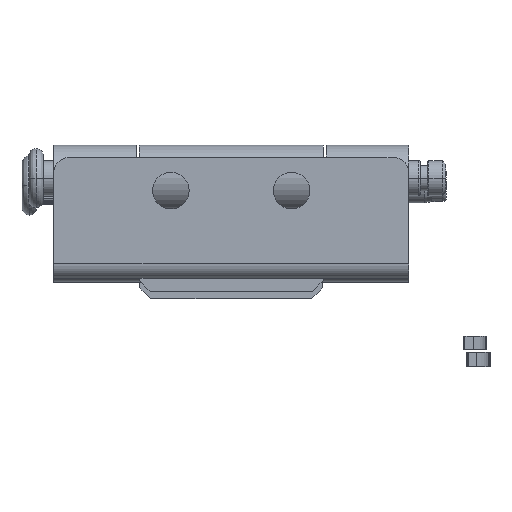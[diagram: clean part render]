
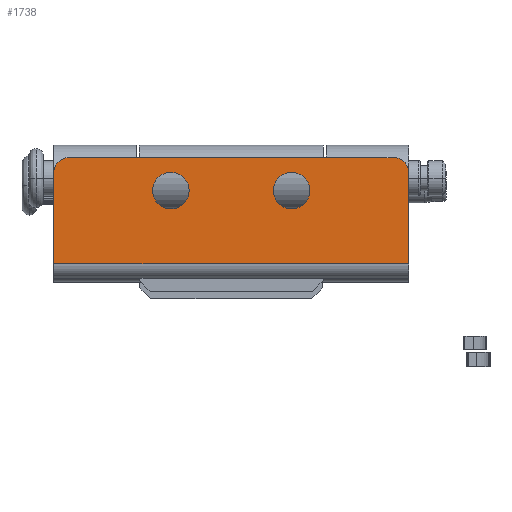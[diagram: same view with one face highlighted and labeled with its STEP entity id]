
A CAD part, left-side view. The second image highlights one B-rep face of the part: STEP entity #1738.
In plain terms, the highlighted planar face has unit normal (-1, 0, 0).
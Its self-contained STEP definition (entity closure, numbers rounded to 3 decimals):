
#389=TRIMMED_CURVE($,#675,(#20460),(#20461),.T.,.CARTESIAN.);
#392=TRIMMED_CURVE($,#678,(#20475),(#20476),.T.,.CARTESIAN.);
#417=TRIMMED_CURVE($,#703,(#20652),(#20653),.T.,.CARTESIAN.);
#419=TRIMMED_CURVE($,#705,(#20658),(#20659),.T.,.CARTESIAN.);
#423=TRIMMED_CURVE($,#709,(#20676),(#20677),.T.,.CARTESIAN.);
#426=TRIMMED_CURVE($,#712,(#20691),(#20692),.T.,.CARTESIAN.);
#675=CIRCLE('',#12252,2.5);
#678=CIRCLE('',#12255,2.5);
#703=CIRCLE('',#12280,2.);
#705=CIRCLE('',#12282,2.);
#709=CIRCLE('',#12286,2.5);
#712=CIRCLE('',#12289,2.5);
#1076=FACE_BOUND('',#3144,.T.);
#1077=FACE_BOUND('',#3145,.T.);
#1738=ADVANCED_FACE('',(#2424,#1076,#1077),#11336,.T.);
#2424=FACE_OUTER_BOUND('',#3143,.T.);
#3143=EDGE_LOOP('',(#6517,#6518,#6519,#6520,#6521,#6522));
#3144=EDGE_LOOP('',(#6523,#6524));
#3145=EDGE_LOOP('',(#6525,#6526));
#6517=ORIENTED_EDGE('',*,*,#8359,.F.);
#6518=ORIENTED_EDGE('',*,*,#8405,.T.);
#6519=ORIENTED_EDGE('',*,*,#8357,.T.);
#6520=ORIENTED_EDGE('',*,*,#8418,.T.);
#6521=ORIENTED_EDGE('',*,*,#8358,.T.);
#6522=ORIENTED_EDGE('',*,*,#8420,.T.);
#6523=ORIENTED_EDGE('',*,*,#8337,.T.);
#6524=ORIENTED_EDGE('',*,*,#8426,.T.);
#6525=ORIENTED_EDGE('',*,*,#8431,.F.);
#6526=ORIENTED_EDGE('',*,*,#8342,.F.);
#8337=EDGE_CURVE('',#10875,#10933,#389,.T.);
#8342=EDGE_CURVE('',#10878,#10936,#392,.T.);
#8357=EDGE_CURVE('',#10913,#10923,#9741,.T.);
#8358=EDGE_CURVE('',#10925,#10924,#9742,.T.);
#8359=EDGE_CURVE('',#10914,#10926,#9743,.T.);
#8405=EDGE_CURVE('',#10914,#10913,#9770,.T.);
#8418=EDGE_CURVE('',#10923,#10925,#417,.T.);
#8420=EDGE_CURVE('',#10924,#10926,#419,.T.);
#8426=EDGE_CURVE('',#10933,#10875,#423,.T.);
#8431=EDGE_CURVE('',#10936,#10878,#426,.T.);
#9741=B_SPLINE_CURVE_WITH_KNOTS('',1,(#20509,#20510),.UNSPECIFIED.,.F.,
 .F.,(2,2),(83.636,94.621),.UNSPECIFIED.);
#9742=B_SPLINE_CURVE_WITH_KNOTS('',1,(#20511,#20512),.UNSPECIFIED.,.F.,
 .F.,(2,2),(2.,46.5),.UNSPECIFIED.);
#9743=B_SPLINE_CURVE_WITH_KNOTS('',1,(#20513,#20514),.UNSPECIFIED.,.F.,
 .F.,(2,2),(83.636,94.621),.UNSPECIFIED.);
#9770=B_SPLINE_CURVE_WITH_KNOTS('',1,(#20617,#20618),.UNSPECIFIED.,.F.,
 .F.,(2,2),(0.,48.5),.UNSPECIFIED.);
#10875=VERTEX_POINT('',#20387);
#10878=VERTEX_POINT('',#20390);
#10913=VERTEX_POINT('',#20425);
#10914=VERTEX_POINT('',#20426);
#10923=VERTEX_POINT('',#20435);
#10924=VERTEX_POINT('',#20436);
#10925=VERTEX_POINT('',#20437);
#10926=VERTEX_POINT('',#20438);
#10933=VERTEX_POINT('',#20445);
#10936=VERTEX_POINT('',#20448);
#11336=PLANE('',#12224);
#12224=AXIS2_PLACEMENT_3D('',#20279,#13328,$);
#12252=AXIS2_PLACEMENT_3D($,#20459,#13358,#13359);
#12255=AXIS2_PLACEMENT_3D($,#20474,#13364,#13365);
#12280=AXIS2_PLACEMENT_3D($,#20651,#13414,#13415);
#12282=AXIS2_PLACEMENT_3D($,#20657,#13418,#13419);
#12286=AXIS2_PLACEMENT_3D($,#20675,#13426,#13427);
#12289=AXIS2_PLACEMENT_3D($,#20690,#13432,#13433);
#13328=DIRECTION('',(-1.,0.,0.));
#13358=DIRECTION('',(1.,0.,0.));
#13359=DIRECTION('',(0.,1.,0.));
#13364=DIRECTION('',(-1.,0.,0.));
#13365=DIRECTION('',(0.,-1.,0.));
#13414=DIRECTION('',(-1.,0.,0.));
#13415=DIRECTION('',(0.,-1.,0.));
#13418=DIRECTION('',(-1.,0.,0.));
#13419=DIRECTION('',(0.,0.,1.));
#13426=DIRECTION('',(1.,0.,0.));
#13427=DIRECTION('',(0.,-1.,0.));
#13432=DIRECTION('',(-1.,0.,0.));
#13433=DIRECTION('',(0.,1.,0.));
#20279=CARTESIAN_POINT('',(-35.743,-24.25,-3.809));
#20387=CARTESIAN_POINT('',(-35.743,-5.75,8.191));
#20390=CARTESIAN_POINT('',(-35.743,5.75,8.191));
#20425=CARTESIAN_POINT('',(-35.743,-24.25,-1.809));
#20426=CARTESIAN_POINT('',(-35.743,24.25,-1.809));
#20435=CARTESIAN_POINT('',(-35.743,-24.25,10.691));
#20436=CARTESIAN_POINT('',(-35.743,22.25,12.691));
#20437=CARTESIAN_POINT('',(-35.743,-22.25,12.691));
#20438=CARTESIAN_POINT('',(-35.743,24.25,10.691));
#20445=CARTESIAN_POINT('',(-35.743,-10.75,8.191));
#20448=CARTESIAN_POINT('',(-35.743,10.75,8.191));
#20459=CARTESIAN_POINT('',(-35.743,-8.25,8.191));
#20460=CARTESIAN_POINT('',(-35.743,-5.75,8.191));
#20461=CARTESIAN_POINT('',(-35.743,-10.75,8.191));
#20474=CARTESIAN_POINT('',(-35.743,8.25,8.191));
#20475=CARTESIAN_POINT('',(-35.743,5.75,8.191));
#20476=CARTESIAN_POINT('',(-35.743,10.75,8.191));
#20509=CARTESIAN_POINT('',(-35.743,-24.25,-1.809));
#20510=CARTESIAN_POINT('',(-35.743,-24.25,10.691));
#20511=CARTESIAN_POINT('',(-35.743,-22.25,12.691));
#20512=CARTESIAN_POINT('',(-35.743,22.25,12.691));
#20513=CARTESIAN_POINT('',(-35.743,24.25,-1.809));
#20514=CARTESIAN_POINT('',(-35.743,24.25,10.691));
#20617=CARTESIAN_POINT('',(-35.743,24.25,-1.809));
#20618=CARTESIAN_POINT('',(-35.743,-24.25,-1.809));
#20651=CARTESIAN_POINT('',(-35.743,-22.25,10.691));
#20652=CARTESIAN_POINT('',(-35.743,-24.25,10.691));
#20653=CARTESIAN_POINT('',(-35.743,-22.25,12.691));
#20657=CARTESIAN_POINT('',(-35.743,22.25,10.691));
#20658=CARTESIAN_POINT('',(-35.743,22.25,12.691));
#20659=CARTESIAN_POINT('',(-35.743,24.25,10.691));
#20675=CARTESIAN_POINT('',(-35.743,-8.25,8.191));
#20676=CARTESIAN_POINT('',(-35.743,-10.75,8.191));
#20677=CARTESIAN_POINT('',(-35.743,-5.75,8.191));
#20690=CARTESIAN_POINT('',(-35.743,8.25,8.191));
#20691=CARTESIAN_POINT('',(-35.743,10.75,8.191));
#20692=CARTESIAN_POINT('',(-35.743,5.75,8.191));
